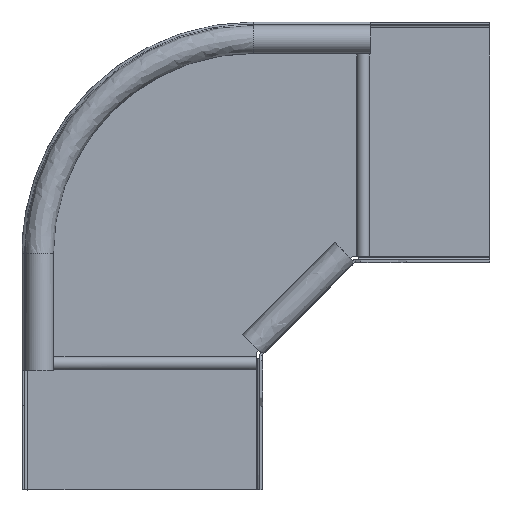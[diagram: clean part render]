
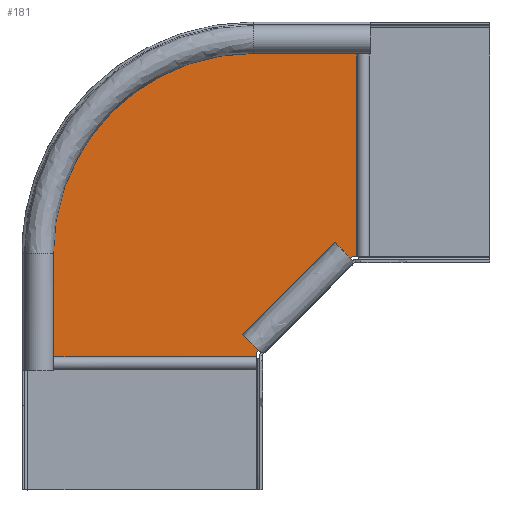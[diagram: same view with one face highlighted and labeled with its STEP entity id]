
A CAD part, top view. The second image highlights one B-rep face of the part: STEP entity #181.
In plain terms, the highlighted planar face has unit normal (0, 0, 1).
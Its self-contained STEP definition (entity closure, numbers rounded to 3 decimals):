
#181=ADVANCED_FACE('',(#352),#2590,.T.);
#352=FACE_OUTER_BOUND('',#523,.T.);
#523=EDGE_LOOP('',(#1280,#1281,#1282,#1283,#1284,#1285,#1286,#1287));
#1280=ORIENTED_EDGE('',*,*,#1701,.F.);
#1281=ORIENTED_EDGE('',*,*,#1714,.F.);
#1282=ORIENTED_EDGE('',*,*,#1730,.F.);
#1283=ORIENTED_EDGE('',*,*,#1734,.F.);
#1284=ORIENTED_EDGE('',*,*,#1740,.F.);
#1285=ORIENTED_EDGE('',*,*,#1741,.T.);
#1286=ORIENTED_EDGE('',*,*,#1739,.F.);
#1287=ORIENTED_EDGE('',*,*,#1769,.F.);
#1701=EDGE_CURVE('',#2385,#2384,#2138,.T.);
#1714=EDGE_CURVE('',#2396,#2385,#2147,.T.);
#1730=EDGE_CURVE('',#2402,#2396,#2155,.T.);
#1734=EDGE_CURVE('',#2404,#2402,#1899,.T.);
#1739=EDGE_CURVE('',#2409,#2410,#2162,.T.);
#1740=EDGE_CURVE('',#2411,#2404,#2163,.T.);
#1741=EDGE_CURVE('',#2411,#2410,#2164,.T.);
#1769=EDGE_CURVE('',#2384,#2409,#2180,.T.);
#1899=(
BOUNDED_CURVE()
B_SPLINE_CURVE(2,(#7339,#7340,#7341),.UNSPECIFIED.,.F.,.F.)
B_SPLINE_CURVE_WITH_KNOTS((3,3),(-152.367,0.),.UNSPECIFIED.)
CURVE()
GEOMETRIC_REPRESENTATION_ITEM()
RATIONAL_B_SPLINE_CURVE((1.,0.707,1.))
REPRESENTATION_ITEM('')
);
#2138=B_SPLINE_CURVE_WITH_KNOTS('',1,(#7253,#7254),.UNSPECIFIED.,.F.,.F.,
(2,2),(-1.972,0.),.UNSPECIFIED.);
#2147=B_SPLINE_CURVE_WITH_KNOTS('',1,(#7285,#7286),.UNSPECIFIED.,.F.,.F.,
(2,2),(0.,98.5),.UNSPECIFIED.);
#2155=B_SPLINE_CURVE_WITH_KNOTS('',1,(#7331,#7332),.UNSPECIFIED.,.F.,.F.,
(2,2),(-44.522,0.),.UNSPECIFIED.);
#2162=B_SPLINE_CURVE_WITH_KNOTS('',1,(#7351,#7352),.UNSPECIFIED.,.F.,.F.,
(2,2),(-1.972,0.),.UNSPECIFIED.);
#2163=B_SPLINE_CURVE_WITH_KNOTS('',1,(#7353,#7354),.UNSPECIFIED.,.F.,.F.,
(2,2),(-44.522,0.),.UNSPECIFIED.);
#2164=B_SPLINE_CURVE_WITH_KNOTS('',1,(#7355,#7356),.UNSPECIFIED.,.F.,.F.,
(2,2),(0.,98.5),.UNSPECIFIED.);
#2180=B_SPLINE_CURVE_WITH_KNOTS('',1,(#7431,#7432),.UNSPECIFIED.,.F.,.F.,
(2,2),(-58.053,0.),.UNSPECIFIED.);
#2384=VERTEX_POINT('',#7205);
#2385=VERTEX_POINT('',#7206);
#2396=VERTEX_POINT('',#7217);
#2402=VERTEX_POINT('',#7223);
#2404=VERTEX_POINT('',#7225);
#2409=VERTEX_POINT('',#7230);
#2410=VERTEX_POINT('',#7231);
#2411=VERTEX_POINT('',#7232);
#2590=PLANE('',#2714);
#2714=AXIS2_PLACEMENT_3D('',#7084,#2803,$);
#2803=DIRECTION('',(0.,0.,1.));
#7084=CARTESIAN_POINT('',(-43.175,-106.425,1.25));
#7205=CARTESIAN_POINT('',(-59.3,-49.25,1.25));
#7206=CARTESIAN_POINT('',(-57.328,-49.25,1.25));
#7217=CARTESIAN_POINT('',(-57.328,49.25,1.25));
#7223=CARTESIAN_POINT('',(-101.85,49.25,1.25));
#7225=CARTESIAN_POINT('',(-198.85,-47.75,1.25));
#7230=CARTESIAN_POINT('',(-100.35,-90.3,1.25));
#7231=CARTESIAN_POINT('',(-100.35,-92.272,1.25));
#7232=CARTESIAN_POINT('',(-198.85,-92.272,1.25));
#7253=CARTESIAN_POINT('',(-57.328,-49.25,1.25));
#7254=CARTESIAN_POINT('',(-59.3,-49.25,1.25));
#7285=CARTESIAN_POINT('',(-57.328,49.25,1.25));
#7286=CARTESIAN_POINT('',(-57.328,-49.25,1.25));
#7331=CARTESIAN_POINT('',(-101.85,49.25,1.25));
#7332=CARTESIAN_POINT('',(-57.328,49.25,1.25));
#7339=CARTESIAN_POINT('',(-198.85,-47.75,1.25));
#7340=CARTESIAN_POINT('',(-198.85,49.25,1.25));
#7341=CARTESIAN_POINT('',(-101.85,49.25,1.25));
#7351=CARTESIAN_POINT('',(-100.35,-90.3,1.25));
#7352=CARTESIAN_POINT('',(-100.35,-92.272,1.25));
#7353=CARTESIAN_POINT('',(-198.85,-92.272,1.25));
#7354=CARTESIAN_POINT('',(-198.85,-47.75,1.25));
#7355=CARTESIAN_POINT('',(-198.85,-92.272,1.25));
#7356=CARTESIAN_POINT('',(-100.35,-92.272,1.25));
#7431=CARTESIAN_POINT('',(-59.3,-49.25,1.25));
#7432=CARTESIAN_POINT('',(-100.35,-90.3,1.25));
